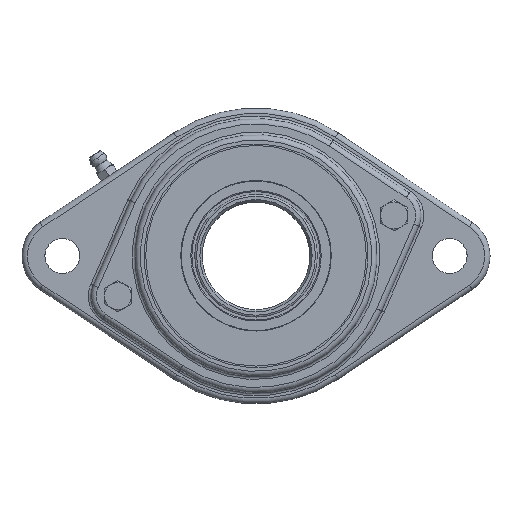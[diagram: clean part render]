
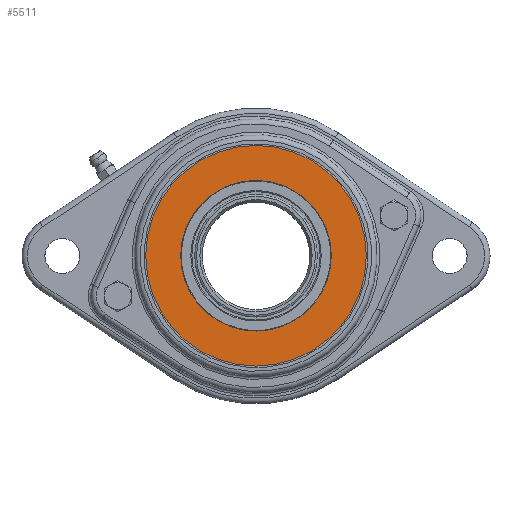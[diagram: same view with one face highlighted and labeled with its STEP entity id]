
A CAD part, top view. The second image highlights one B-rep face of the part: STEP entity #5511.
In plain terms, the highlighted planar face has unit normal (0, 0, 1).
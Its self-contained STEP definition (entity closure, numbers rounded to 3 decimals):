
#984=PLANE($,#6072);
#1148=FACE_BOUND($,#1952,.T.);
#1149=FACE_BOUND($,#1953,.T.);
#1952=EDGE_LOOP($,(#4511));
#1953=EDGE_LOOP($,(#4512));
#2419=CIRCLE($,#6068,28.);
#2421=CIRCLE($,#6071,41.);
#2853=VERTEX_POINT($,#9602);
#2855=VERTEX_POINT($,#9607);
#3443=EDGE_CURVE($,#2853,#2853,#2419,.T.);
#3445=EDGE_CURVE($,#2855,#2855,#2421,.T.);
#4511=ORIENTED_EDGE($,*,*,#3443,.T.);
#4512=ORIENTED_EDGE($,*,*,#3445,.T.);
#5511=ADVANCED_FACE($,(#1148,#1149),#984,.T.);
#6068=AXIS2_PLACEMENT_3D($,#9603,#7274,#7275);
#6071=AXIS2_PLACEMENT_3D($,#9608,#7280,#7281);
#6072=AXIS2_PLACEMENT_3D($,#9609,#7282,#7283);
#7274=DIRECTION('center_axis',(0.,0.,
-1.));
#7275=DIRECTION('ref_axis',(-1.,0.,0.));
#7280=DIRECTION('center_axis',(0.,0.,
1.));
#7281=DIRECTION('ref_axis',(-1.,0.,0.));
#7282=DIRECTION('center_axis',(0.,0.,
1.));
#7283=DIRECTION('ref_axis',(-1.,0.,0.));
#9602=CARTESIAN_POINT('',(28.,0.,42.2));
#9603=CARTESIAN_POINT('Origin',(0.,0.,
42.2));
#9607=CARTESIAN_POINT('',(41.,0.,42.2));
#9608=CARTESIAN_POINT('Origin',(0.,0.,
42.2));
#9609=CARTESIAN_POINT('Origin',(0.,0.,
42.2));
